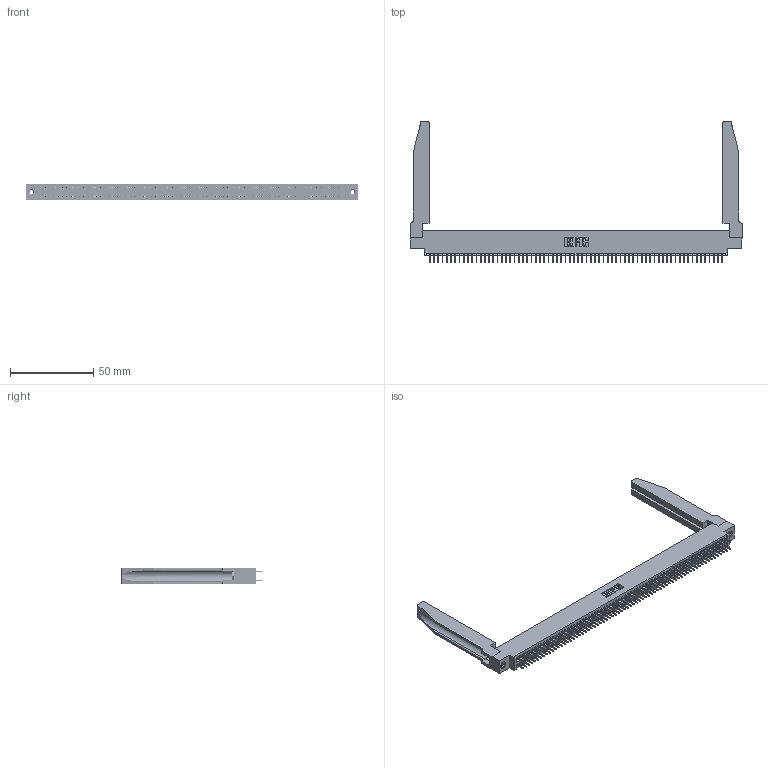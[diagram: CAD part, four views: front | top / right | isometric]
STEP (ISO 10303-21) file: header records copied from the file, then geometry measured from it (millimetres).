
FILE_DESCRIPTION (( 'STEP AP203' ), '1' );
FILE_NAME ('395-140-524-878.STEP', '2019-10-30T00:46:35', ( '' ), ( '' ), 'SwSTEP 2.0', 'SolidWorks 2016', '' );
FILE_SCHEMA (( 'CONFIG_CONTROL_DESIGN' ));
Length unit declared in the file: inch
Products named in the file (5): 345-250-001_345-250-001-102; 345-220-078_345-220-078; 395-140-524-878; 345 Part_0.170 Offset - 0.156 Dia-TH; 345-292-001_345-293-124
Assembly tree (145 placements, depth 2):
  395-140-524-878
    345 Part_0.170 Offset - 0.156 Dia-TH
    345-292-001_345-293-124  x140
    345-250-001_345-250-001-102  x2
    345-220-078_345-220-078  x2
Bounding box: 199.03 x 84.63 x 9.4 mm (x, y, z)
Volume: 27039.5 mm3; surface area: 35447.8 mm2
Topology: 145 solids, 145 shells, 7924 faces, 22381 edges, 14350 vertices
Faces by surface type: plane 5686, cylinder 2186, bspline 36, cone 12, torus 4
Entity records: 56100 total; most frequent: CARTESIAN_POINT 10295, ORIENTED_EDGE 9126, DIRECTION 8037, EDGE_CURVE 4563, LINE 4061, VECTOR 4061, VERTEX_POINT 3032, AXIS2_PLACEMENT_3D 1988
